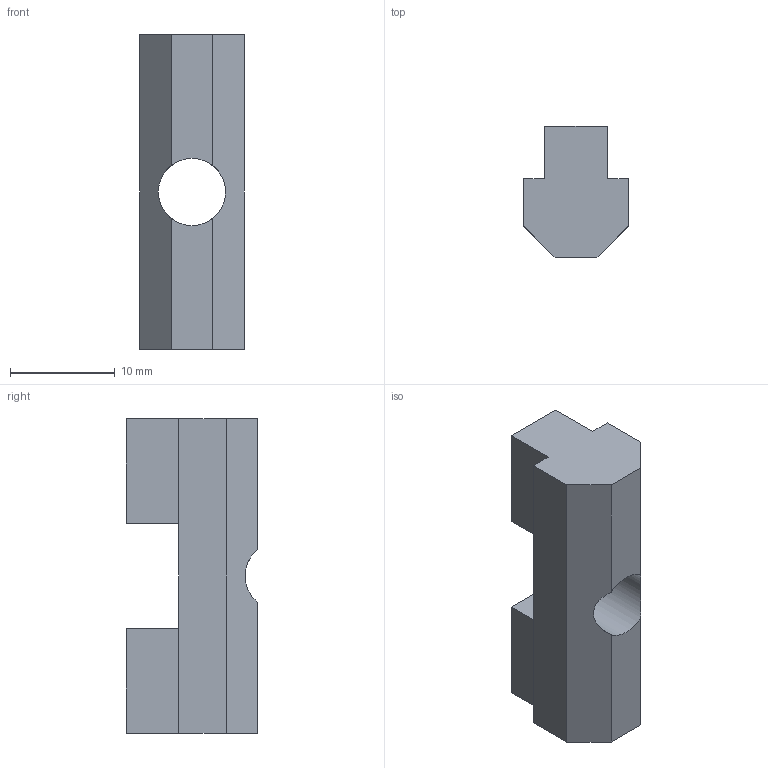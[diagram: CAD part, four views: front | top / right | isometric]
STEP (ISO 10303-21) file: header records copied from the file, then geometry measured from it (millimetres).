
FILE_DESCRIPTION(/* description */ ('Aretační vložka'),/* implementation_level */ '2;1');
FILE_NAME(/* name */ '210615.stp',/* time_stamp */ '2013-12-08T11:09:49+01:00',/* author */ ('PC'),/* organization */ (''),/* preprocessor_version */ 'ST-DEVELOPER v15.2',/* originating_system */ 'Autodesk Inventor 2014',/* authorisation */ '');
FILE_SCHEMA (('AUTOMOTIVE_DESIGN { 1 0 10303 214 3 1 1 }'));
Length unit declared in the file: millimetre
Products named in the file (1): 210615
Bounding box: 10 x 12.5 x 30 mm (x, y, z)
Volume: 2342.8 mm3; surface area: 1470.5 mm2
Topology: 1 solids, 1 shells, 18 faces, 51 edges, 34 vertices
Faces by surface type: plane 17, cylinder 1
Full cylindrical faces by diameter (mm): 6.4 x1
Entity records: 591 total; most frequent: CARTESIAN_POINT 101, ORIENTED_EDGE 98, DIRECTION 92, EDGE_CURVE 49, LINE 44, VECTOR 44, VERTEX_POINT 33, AXIS2_PLACEMENT_3D 24
